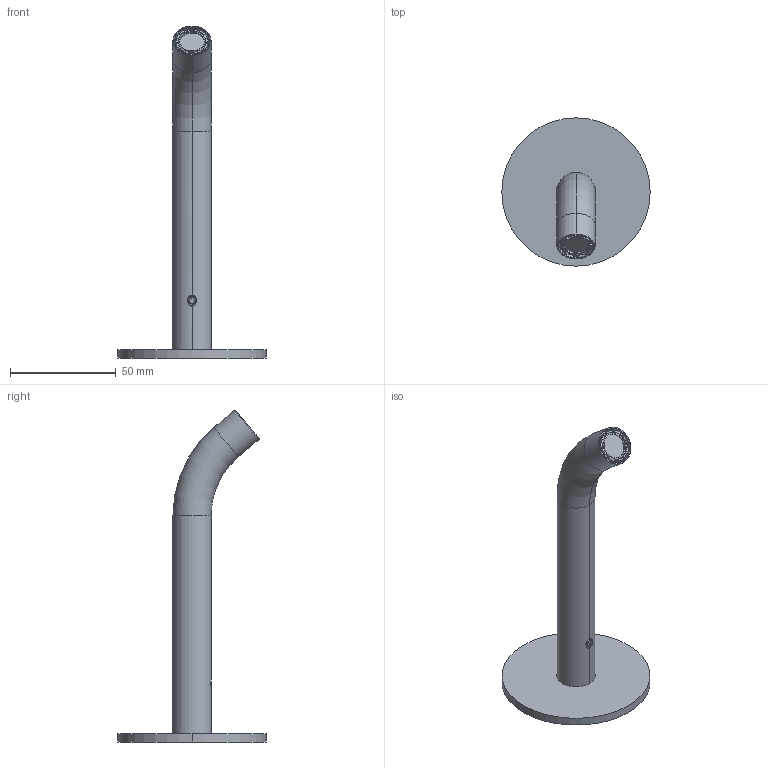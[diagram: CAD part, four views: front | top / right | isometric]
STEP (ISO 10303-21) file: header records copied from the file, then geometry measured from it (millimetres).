
FILE_DESCRIPTION (( 'STEP AP214' ), '1' );
FILE_NAME ('0001-032.150.STEP', '2022-11-07T16:27:17', ( 'Solid' ), ( '' ), 'SwSTEP 2.0', 'SolidWorks 2019', '' );
FILE_SCHEMA (( 'AUTOMOTIVE_DESIGN' ));
Length unit declared in the file: millimetre
Products named in the file (5): 011101102300; 0001-ESPELHO_Ø70_BICA_Ø18MM_000000000000; 0001-BICA_CURVA_LAVATÓRIO_ENCASTRAR_Ø18x2MMX150_000000000000; 0001-PERNO_M4x0.7x3MM_000000000000; 0001-032.150
Assembly tree (4 placements, depth 2):
  0001-032.150
    0001-ESPELHO_Ø70_BICA_Ø18MM_000000000000
    0001-PERNO_M4x0.7x3MM_000000000000
    011101102300
    0001-BICA_CURVA_LAVATÓRIO_ENCASTRAR_Ø18x2MMX150_000000000000
Bounding box: 70 x 70 x 156.67 mm (x, y, z)
Volume: 28748.1 mm3; surface area: 26419.4 mm2
Topology: 4 solids, 4 shells, 117 faces, 280 edges, 175 vertices
Faces by surface type: plane 53, cylinder 38, cone 18, torus 6, bspline 2
Entity records: 4874 total; most frequent: CARTESIAN_POINT 1832, DIRECTION 635, ORIENTED_EDGE 552, EDGE_CURVE 276, AXIS2_PLACEMENT_3D 248, VERTEX_POINT 175, LINE 139, VECTOR 139
